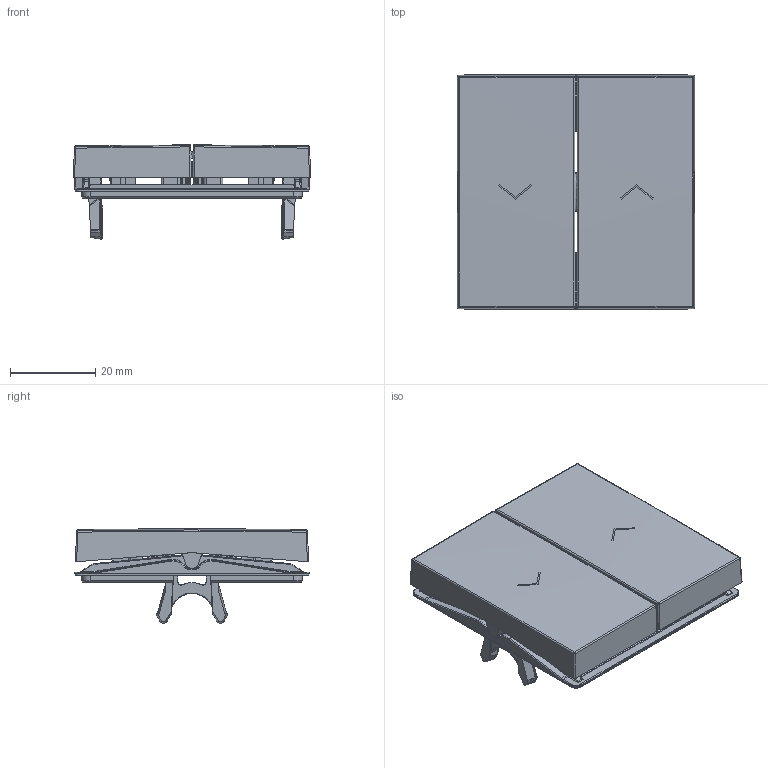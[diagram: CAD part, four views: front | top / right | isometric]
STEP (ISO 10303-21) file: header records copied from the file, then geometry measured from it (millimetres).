
FILE_DESCRIPTION((''),'2;1');
FILE_NAME('WAW2001_GEN_ASM','2025-11-13T16:22:29',('colosir'),(''),'CREO PARAMETRIC BY PTC INC, 2025010','CREO PARAMETRIC BY PTC INC, 2025010','');
FILE_SCHEMA(('CONFIG_CONTROL_DESIGN','SHAPE_APPEARANCE_LAYERS_GROUPS'));
Length unit declared in the file: millimetre
Products named in the file (6): W4G0188_18; W1D1222_GEN; W4H0301_18; W1A2173_GEN; W3A0340_GEN_ASM; WAW2001_GEN_ASM
Assembly tree (6 placements, depth 3):
  WAW2001_GEN_ASM
    W4G0188_18
    W1D1222_GEN
    W3A0340_GEN_ASM
      W4H0301_18
      W1A2173_GEN  x2
Bounding box: 55.6 x 54.8 x 22.08 mm (x, y, z)
Volume: 14247.1 mm3; surface area: 15784.4 mm2
Topology: 3 solids, 5 shells, 4154 faces, 11009 edges, 6978 vertices
Faces by surface type: plane 2431, cylinder 728, bspline 452, extrusion 261, torus 132, sphere 80, cone 70
Entity records: 129963 total; most frequent: CARTESIAN_POINT 42348, ORIENTED_EDGE 15266, DIRECTION 12267, EDGE_CURVE 7639, VECTOR 5609, LINE 5435, VERTEX_POINT 4860, PRESENTATION_STYLE_ASSIGNMENT 4705
